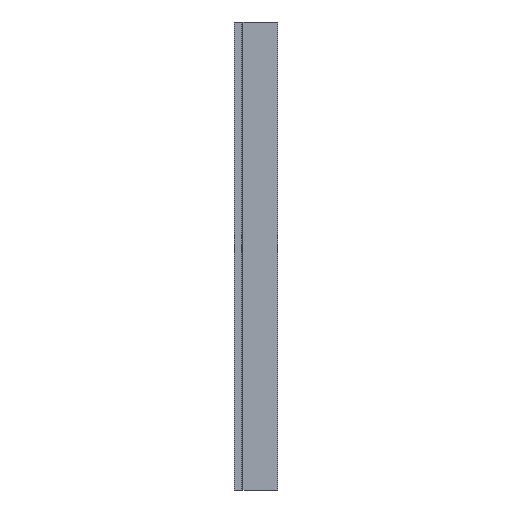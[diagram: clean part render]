
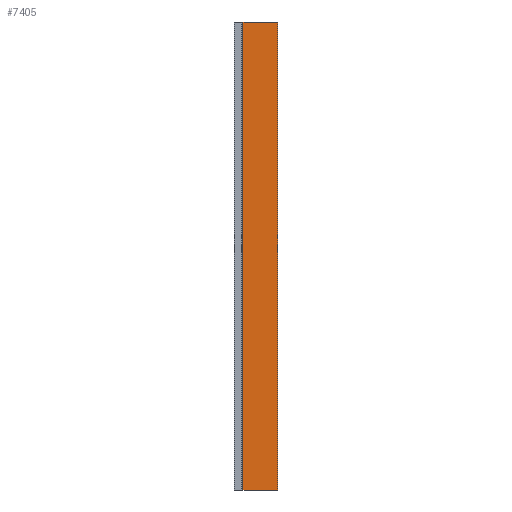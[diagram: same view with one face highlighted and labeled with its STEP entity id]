
A CAD part, left-side view. The second image highlights one B-rep face of the part: STEP entity #7405.
In plain terms, the highlighted planar face has unit normal (-1, 0, 0).
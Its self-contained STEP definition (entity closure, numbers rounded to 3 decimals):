
#186 = DIRECTION ( 'NONE',  ( 0., -1., 0. ) ) ;
#321 = LINE ( 'NONE', #2465, #4988 ) ;
#860 = ORIENTED_EDGE ( 'NONE', *, *, #2126, .F. ) ;
#876 = VERTEX_POINT ( 'NONE', #6938 ) ;
#1054 = VERTEX_POINT ( 'NONE', #7188 ) ;
#1065 = DIRECTION ( 'NONE',  ( 1., 0., 0. ) ) ;
#1068 = DIRECTION ( 'NONE',  ( 0., 0., -1. ) ) ;
#1171 = ORIENTED_EDGE ( 'NONE', *, *, #8348, .F. ) ;
#1586 = DIRECTION ( 'NONE',  ( 0., 0., -1. ) ) ;
#2065 = EDGE_CURVE ( 'NONE', #876, #1054, #321, .T. ) ;
#2112 = CARTESIAN_POINT ( 'NONE',  ( -49., 28.012, 378. ) ) ;
#2126 = EDGE_CURVE ( 'NONE', #2782, #4656, #9706, .T. ) ;
#2263 = DIRECTION ( 'NONE',  ( 0., -1., 0. ) ) ;
#2465 = CARTESIAN_POINT ( 'NONE',  ( -49., 28.012, 0. ) ) ;
#2782 = VERTEX_POINT ( 'NONE', #6747 ) ;
#3291 = PLANE ( 'NONE',  #10940 ) ;
#4656 = VERTEX_POINT ( 'NONE', #5342 ) ;
#4967 = VECTOR ( 'NONE', #1586, 1000. ) ;
#4988 = VECTOR ( 'NONE', #2263, 1000. ) ;
#5342 = CARTESIAN_POINT ( 'NONE',  ( -49., 0., 378. ) ) ;
#6137 = EDGE_LOOP ( 'NONE', ( #12602, #1171, #860, #7768 ) ) ;
#6747 = CARTESIAN_POINT ( 'NONE',  ( -49., 28.012, 378. ) ) ;
#6938 = CARTESIAN_POINT ( 'NONE',  ( -49., 28.012, 0. ) ) ;
#7010 = EDGE_CURVE ( 'NONE', #2782, #876, #10271, .T. ) ;
#7188 = CARTESIAN_POINT ( 'NONE',  ( -49., 0., 0. ) ) ;
#7333 = CARTESIAN_POINT ( 'NONE',  ( -49., 0., 378. ) ) ;
#7398 = FACE_OUTER_BOUND ( 'NONE', #6137, .T. ) ;
#7405 = ADVANCED_FACE ( 'NONE', ( #7398 ), #3291, .F. ) ;
#7768 = ORIENTED_EDGE ( 'NONE', *, *, #7010, .T. ) ;
#8348 = EDGE_CURVE ( 'NONE', #4656, #1054, #10440, .T. ) ;
#8494 = DIRECTION ( 'NONE',  ( 0., 1., 0. ) ) ;
#9706 = LINE ( 'NONE', #13044, #10744 ) ;
#10271 = LINE ( 'NONE', #13493, #4967 ) ;
#10440 = LINE ( 'NONE', #7333, #10482 ) ;
#10482 = VECTOR ( 'NONE', #1068, 1000. ) ;
#10744 = VECTOR ( 'NONE', #186, 1000. ) ;
#10940 = AXIS2_PLACEMENT_3D ( 'NONE', #2112, #1065, #8494 ) ;
#12602 = ORIENTED_EDGE ( 'NONE', *, *, #2065, .T. ) ;
#13044 = CARTESIAN_POINT ( 'NONE',  ( -49., 28.012, 378. ) ) ;
#13493 = CARTESIAN_POINT ( 'NONE',  ( -49., 28.012, 378. ) ) ;
